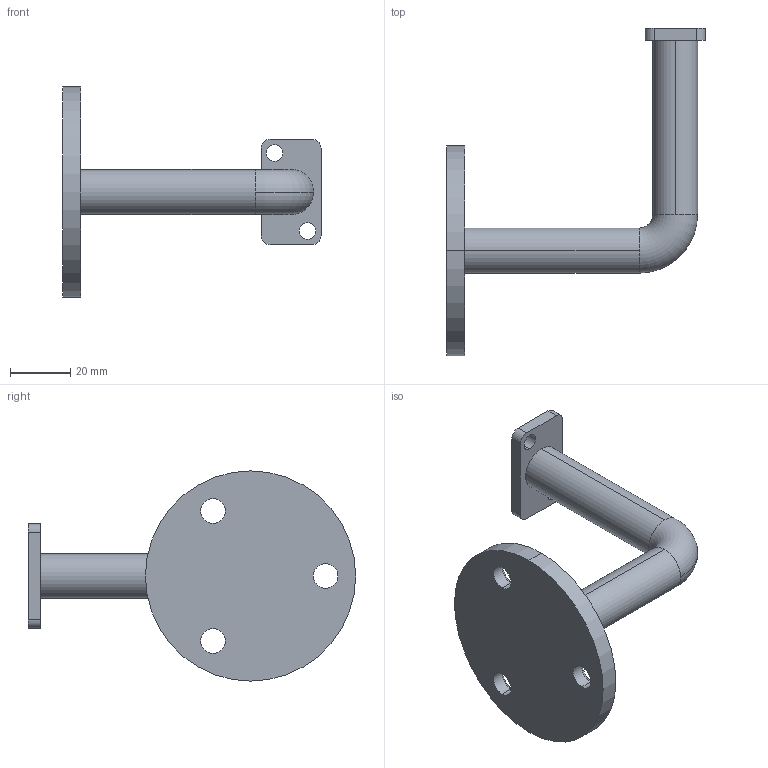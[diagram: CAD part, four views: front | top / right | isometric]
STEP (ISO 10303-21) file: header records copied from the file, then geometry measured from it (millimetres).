
FILE_DESCRIPTION (( 'STEP AP203' ), '1' );
FILE_NAME ('3D_GW2594_Flach_188673130.STEP', '2024-09-27T11:10:50', ( '' ), ( '' ), 'SwSTEP 2.0', 'SolidWorks 2024', '' );
FILE_SCHEMA (( 'CONFIG_CONTROL_DESIGN' ));
Length unit declared in the file: millimetre
Products named in the file (1): 3D_GW2594_Flach_188673130
Bounding box: 86 x 109 x 70 mm (x, y, z)
Volume: 30072.3 mm3; surface area: 22919.9 mm2
Topology: 2 solids, 2 shells, 44 faces, 108 edges, 70 vertices
Faces by surface type: cylinder 24, plane 10, cone 6, torus 4
Entity records: 1425 total; most frequent: DIRECTION 264, CARTESIAN_POINT 223, ORIENTED_EDGE 216, AXIS2_PLACEMENT_3D 111, EDGE_CURVE 108, VERTEX_POINT 70, CIRCLE 66, EDGE_LOOP 56
